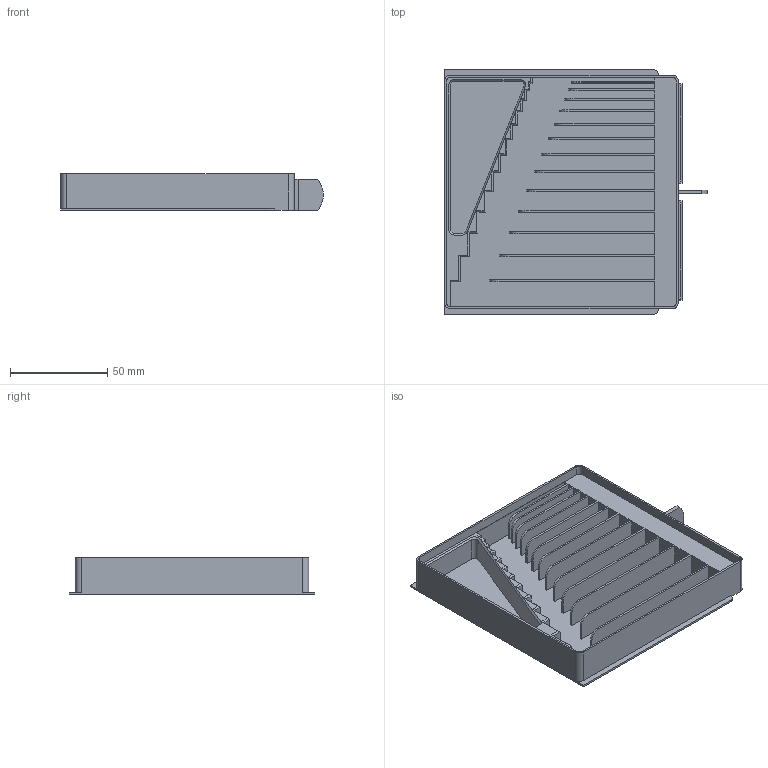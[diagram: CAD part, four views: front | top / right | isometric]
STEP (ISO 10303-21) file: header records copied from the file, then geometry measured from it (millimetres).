
FILE_DESCRIPTION(('FreeCAD Model'),'2;1');
FILE_NAME('Open CASCADE Shape Model','2023-11-12T22:24:43',(''),(''), 'Open CASCADE STEP processor 7.6','FreeCAD','Unknown');
FILE_SCHEMA(('AUTOMOTIVE_DESIGN { 1 0 10303 214 1 1 1 1 }'));
Length unit declared in the file: millimetre
Products named in the file (1): Drill-Drawer
Bounding box: 135.02 x 126 x 19 mm (x, y, z)
Volume: 61854.6 mm3; surface area: 71500 mm2
Topology: 1 solids, 1 shells, 192 faces, 530 edges, 343 vertices
Faces by surface type: plane 160, cylinder 28, cone 4
Entity records: 6028 total; most frequent: CARTESIAN_POINT 1066, ORIENTED_EDGE 1060, DIRECTION 976, EDGE_CURVE 530, LINE 470, VECTOR 470, VERTEX_POINT 343, AXIS2_PLACEMENT_3D 253
